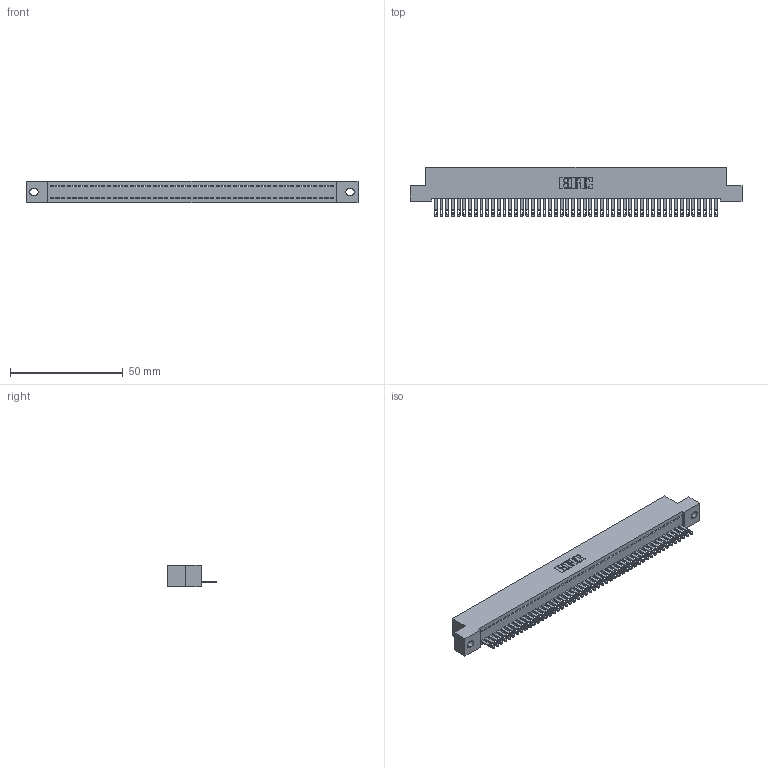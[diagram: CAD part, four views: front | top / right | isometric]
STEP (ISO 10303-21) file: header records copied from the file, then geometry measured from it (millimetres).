
FILE_DESCRIPTION (( 'STEP AP203' ), '1' );
FILE_NAME ('892-050-500-102.STEP', '2020-09-21T17:44:49', ( '' ), ( '' ), 'SwSTEP 2.0', 'SolidWorks 2020', '' );
FILE_SCHEMA (( 'CONFIG_CONTROL_DESIGN' ));
Length unit declared in the file: inch
Products named in the file (3): 345-292-001_345-293-100; 842 Part_.128 Slot; 892-050-500-102
Assembly tree (51 placements, depth 2):
  892-050-500-102
    842 Part_.128 Slot
    345-292-001_345-293-100  x50
Bounding box: 147.32 x 21.85 x 9.4 mm (x, y, z)
Volume: 12925.3 mm3; surface area: 18987.6 mm2
Topology: 51 solids, 51 shells, 2814 faces, 8711 edges, 5806 vertices
Faces by surface type: plane 1870, cylinder 944
Entity records: 29465 total; most frequent: CARTESIAN_POINT 5088, ORIENTED_EDGE 5074, DIRECTION 4277, EDGE_CURVE 2537, VECTOR 2405, LINE 2405, VERTEX_POINT 1690, AXIS2_PLACEMENT_3D 936
